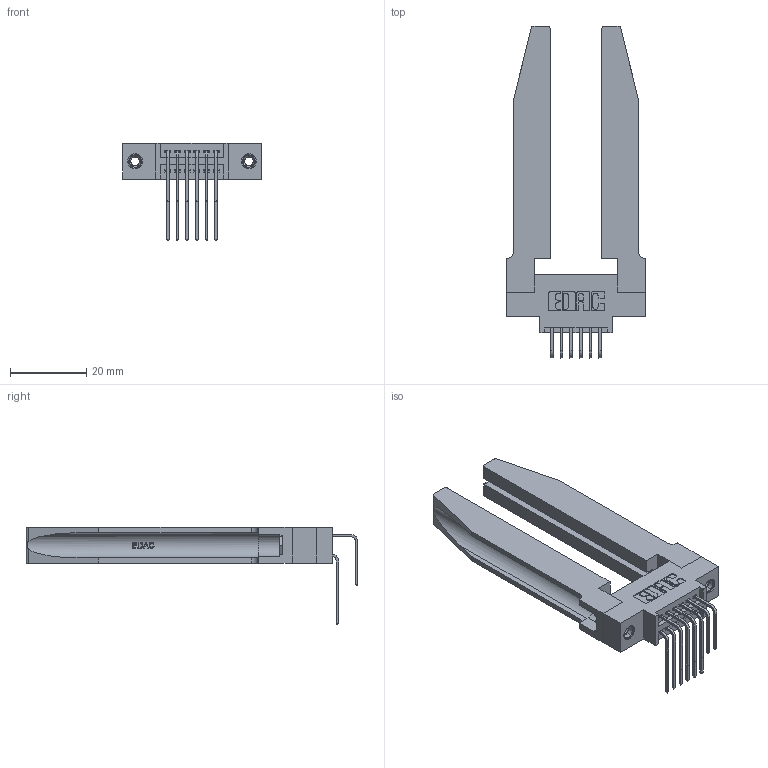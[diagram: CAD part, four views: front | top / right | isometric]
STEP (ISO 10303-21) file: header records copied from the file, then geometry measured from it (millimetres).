
FILE_DESCRIPTION (( 'STEP AP203' ), '1' );
FILE_NAME ('345-012-558-878.STEP', '2019-10-26T17:01:12', ( '' ), ( '' ), 'SwSTEP 2.0', 'SolidWorks 2016', '' );
FILE_SCHEMA (( 'CONFIG_CONTROL_DESIGN' ));
Length unit declared in the file: inch
Products named in the file (6): 345-292-001_558 559 Tail - 1; 345-292-001_558 Tail - 2; 345-220-078_345-220-078; 345-012-558-878; 345 Part_0.170 Offset - 0.156 Dia-TH; 345-250-001_345-250-001-102
Assembly tree (17 placements, depth 2):
  345-012-558-878
    345 Part_0.170 Offset - 0.156 Dia-TH
    345-292-001_558 559 Tail - 1  x6
    345-292-001_558 Tail - 2  x6
    345-250-001_345-250-001-102  x2
    345-220-078_345-220-078  x2
Bounding box: 36.47 x 87.11 x 25.53 mm (x, y, z)
Volume: 10935.3 mm3; surface area: 11288.4 mm2
Topology: 17 solids, 17 shells, 988 faces, 2821 edges, 1854 vertices
Faces by surface type: plane 646, cylinder 290, bspline 36, cone 12, torus 4
Entity records: 16078 total; most frequent: CARTESIAN_POINT 3694, ORIENTED_EDGE 2474, DIRECTION 2267, EDGE_CURVE 1237, LINE 947, VECTOR 947, VERTEX_POINT 816, AXIS2_PLACEMENT_3D 660
